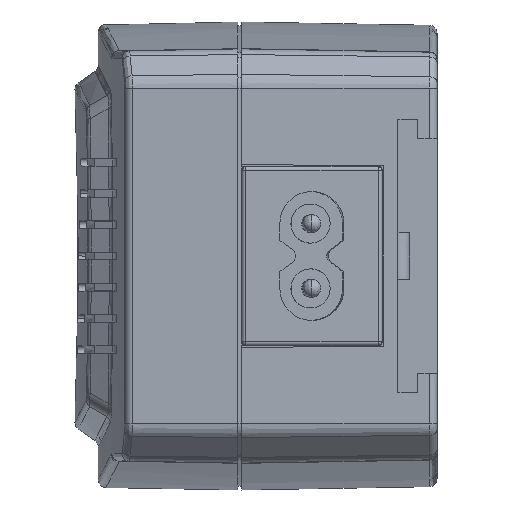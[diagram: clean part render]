
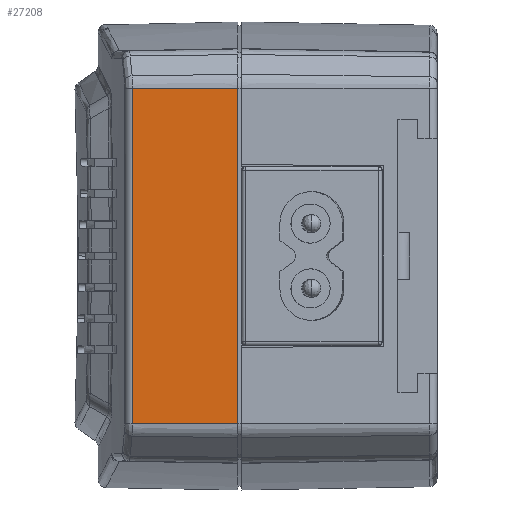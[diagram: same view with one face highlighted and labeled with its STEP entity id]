
A CAD part, left-side view. The second image highlights one B-rep face of the part: STEP entity #27208.
In plain terms, the highlighted planar face has unit normal (-1, 0.018, 0).
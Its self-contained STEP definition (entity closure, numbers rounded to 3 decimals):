
#739 = CARTESIAN_POINT ( 'NONE',  ( -67.491, 25.5, -21.464 ) ) ;
#789 = CARTESIAN_POINT ( 'NONE',  ( -67.491, 25.5, 21.464 ) ) ;
#790 = DIRECTION ( 'NONE',  ( 0.017, 1., 0. ) ) ;
#791 = VECTOR ( 'NONE', #790, 1000. ) ;
#792 = CARTESIAN_POINT ( 'NONE',  ( -67.5, 25., 21.464 ) ) ;
#793 = LINE ( 'NONE', #792, #791 ) ;
#800 = DIRECTION ( 'NONE',  ( -0.017, -1., 0. ) ) ;
#801 = VECTOR ( 'NONE', #800, 1000. ) ;
#802 = CARTESIAN_POINT ( 'NONE',  ( -67.5, 25., -21.464 ) ) ;
#803 = LINE ( 'NONE', #802, #801 ) ;
#961 = DIRECTION ( 'NONE',  ( 0., 0., 1. ) ) ;
#962 = VECTOR ( 'NONE', #961, 1000. ) ;
#963 = CARTESIAN_POINT ( 'NONE',  ( -67.491, 25.5, -28.612 ) ) ;
#964 = LINE ( 'NONE', #963, #962 ) ;
#2118 = DIRECTION ( 'NONE',  ( 0., 0., 1. ) ) ;
#2119 = VECTOR ( 'NONE', #2118, 1000. ) ;
#2120 = CARTESIAN_POINT ( 'NONE',  ( -67.256, 38.968, -21.849 ) ) ;
#2121 = LINE ( 'NONE', #2120, #2119 ) ;
#2122 = DIRECTION ( 'NONE',  ( -0.017, -1., 0. ) ) ;
#2123 = DIRECTION ( 'NONE',  ( -1., 0.017, 0. ) ) ;
#2124 = CARTESIAN_POINT ( 'NONE',  ( -67.5, 25., -28.612 ) ) ;
#2138 = PLANE ( 'NONE',  #2141 ) ;
#2140 = FACE_OUTER_BOUND ( 'NONE', #27209, .T. ) ;
#2141 = AXIS2_PLACEMENT_3D ( 'NONE', #2124, #2123, #2122 ) ;
#23903 = VERTEX_POINT ( 'NONE', #35481 ) ;
#25883 = VERTEX_POINT ( 'NONE', #36072 ) ;
#26780 = VERTEX_POINT ( 'NONE', #739 ) ;
#26782 = EDGE_CURVE ( 'NONE', #23903, #26780, #803, .T. ) ;
#26787 = EDGE_CURVE ( 'NONE', #26788, #25883, #793, .T. ) ;
#26788 = VERTEX_POINT ( 'NONE', #789 ) ;
#26887 = EDGE_CURVE ( 'NONE', #26780, #26788, #964, .T. ) ;
#27208 = ADVANCED_FACE ( 'NONE', ( #2140 ), #2138, .T. ) ;
#27209 = EDGE_LOOP ( 'NONE', ( #27210, #27211, #27212, #27213 ) ) ;
#27210 = ORIENTED_EDGE ( 'NONE', *, *, #26782, .T. ) ;
#27211 = ORIENTED_EDGE ( 'NONE', *, *, #26887, .T. ) ;
#27212 = ORIENTED_EDGE ( 'NONE', *, *, #26787, .T. ) ;
#27213 = ORIENTED_EDGE ( 'NONE', *, *, #27214, .F. ) ;
#27214 = EDGE_CURVE ( 'NONE', #23903, #25883, #2121, .T. ) ;
#35481 = CARTESIAN_POINT ( 'NONE',  ( -67.256, 38.968, -21.464 ) ) ;
#36072 = CARTESIAN_POINT ( 'NONE',  ( -67.256, 38.968, 21.464 ) ) ;
